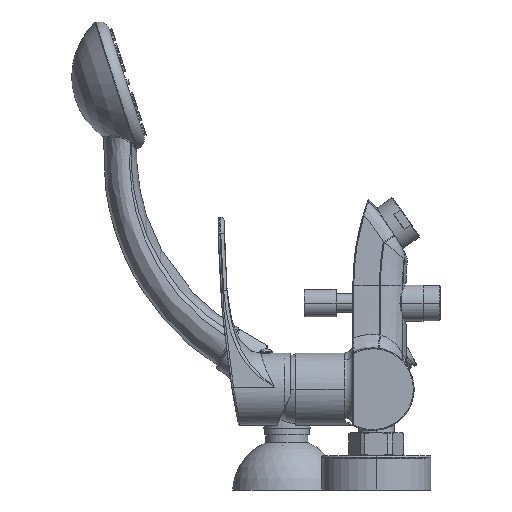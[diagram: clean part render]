
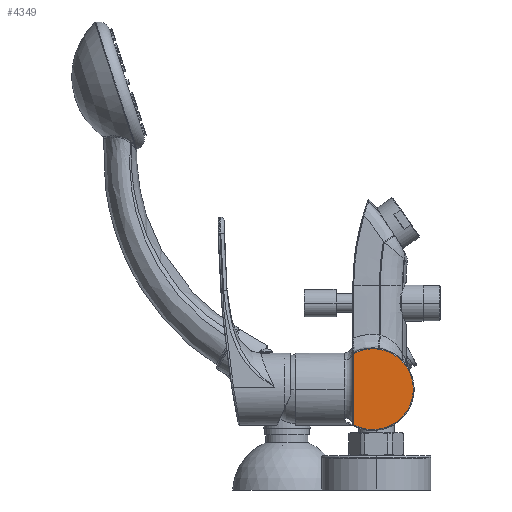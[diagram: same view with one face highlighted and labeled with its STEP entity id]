
A CAD part, left-side view. The second image highlights one B-rep face of the part: STEP entity #4349.
In plain terms, the highlighted planar face has unit normal (-1, 0, 0).
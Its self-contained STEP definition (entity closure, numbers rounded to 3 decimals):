
#52=CARTESIAN_POINT('',(-90.,0.,0.));
#53=DIRECTION('',(-1.,0.,0.));
#54=DIRECTION('',(0.,0.473,-0.881));
#55=AXIS2_PLACEMENT_3D('',#52,#53,#54);
#57=DIRECTION('',(0.,0.,-1.));
#58=VECTOR('',#57,41.406);
#59=CARTESIAN_POINT('',(-90.,11.119,20.703));
#60=LINE('',#59,#58);
#3947=CARTESIAN_POINT('',(-90.,11.119,-20.703));
#3948=CARTESIAN_POINT('',(-90.,11.119,20.703));
#3949=VERTEX_POINT('',#3947);
#3950=VERTEX_POINT('',#3948);
#4338=CARTESIAN_POINT('',(-90.,0.,0.));
#4339=DIRECTION('',(1.,0.,0.));
#4340=DIRECTION('',(0.,0.,-1.));
#4341=AXIS2_PLACEMENT_3D('',#4338,#4339,#4340);
#4342=PLANE('',#4341);
#4344=ORIENTED_EDGE('',*,*,#4343,.F.);
#4346=ORIENTED_EDGE('',*,*,#4345,.F.);
#4347=EDGE_LOOP('',(#4344,#4346));
#4348=FACE_OUTER_BOUND('',#4347,.F.);
#4349=ADVANCED_FACE('',(#4348),#4342,.F.);
#56=CIRCLE('',#55,23.5);
#4343=EDGE_CURVE('',#3949,#3950,#56,.T.);
#4345=EDGE_CURVE('',#3950,#3949,#60,.T.);
